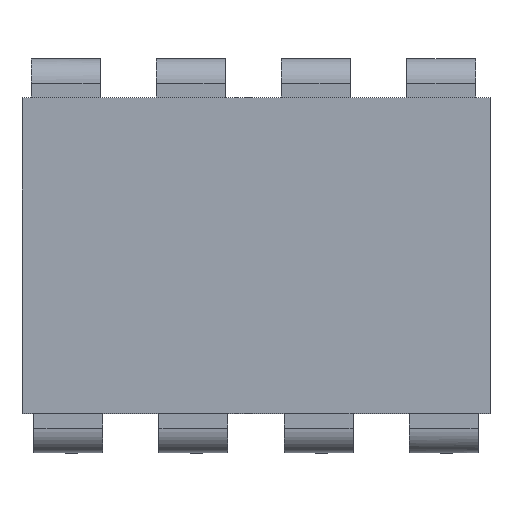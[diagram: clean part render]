
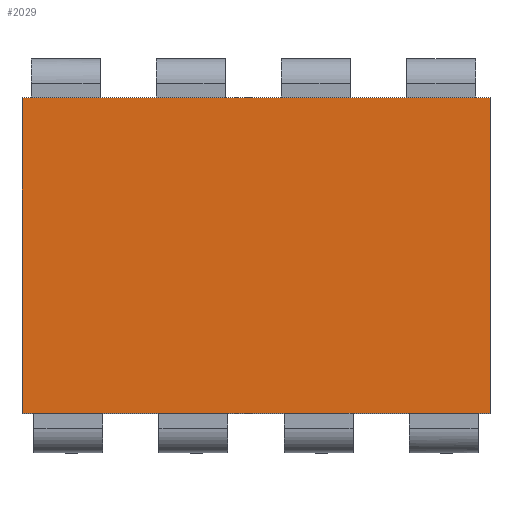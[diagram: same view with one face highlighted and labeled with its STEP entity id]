
A CAD part, top view. The second image highlights one B-rep face of the part: STEP entity #2029.
In plain terms, the highlighted planar face has unit normal (0, 0, 1).
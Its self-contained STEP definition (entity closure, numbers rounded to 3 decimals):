
#63=FACE_OUTER_BOUND('',#179,.T.);
#179=EDGE_LOOP('',(#1345,#1346,#1347,#1348));
#293=LINE('',#2855,#567);
#296=LINE('',#2861,#570);
#299=LINE('',#2867,#573);
#302=LINE('',#2871,#576);
#567=VECTOR('',#2305,10.);
#570=VECTOR('',#2310,10.);
#573=VECTOR('',#2315,10.);
#576=VECTOR('',#2320,10.);
#841=VERTEX_POINT('',#2852);
#842=VERTEX_POINT('',#2854);
#844=VERTEX_POINT('',#2860);
#846=VERTEX_POINT('',#2866);
#1037=EDGE_CURVE('',#842,#841,#293,.T.);
#1040=EDGE_CURVE('',#844,#842,#296,.T.);
#1043=EDGE_CURVE('',#846,#844,#299,.T.);
#1046=EDGE_CURVE('',#841,#846,#302,.T.);
#1345=ORIENTED_EDGE('',*,*,#1046,.T.);
#1346=ORIENTED_EDGE('',*,*,#1043,.T.);
#1347=ORIENTED_EDGE('',*,*,#1040,.T.);
#1348=ORIENTED_EDGE('',*,*,#1037,.T.);
#1921=PLANE('',#2167);
#2029=ADVANCED_FACE('',(#63),#1921,.T.);
#2167=AXIS2_PLACEMENT_3D('',#2872,#2321,#2322);
#2305=DIRECTION('',(0.,1.,0.));
#2310=DIRECTION('',(1.,0.,0.));
#2315=DIRECTION('',(0.,-1.,0.));
#2320=DIRECTION('',(-1.,0.,0.));
#2321=DIRECTION('center_axis',(0.,0.,1.));
#2322=DIRECTION('ref_axis',(1.,0.,0.));
#2852=CARTESIAN_POINT('',(4.75,3.2,4.5));
#2854=CARTESIAN_POINT('',(4.75,-3.2,4.5));
#2855=CARTESIAN_POINT('',(4.75,3.2,4.5));
#2860=CARTESIAN_POINT('',(-4.75,-3.2,4.5));
#2861=CARTESIAN_POINT('',(4.75,-3.2,4.5));
#2866=CARTESIAN_POINT('',(-4.75,3.2,4.5));
#2867=CARTESIAN_POINT('',(-4.75,-3.2,4.5));
#2871=CARTESIAN_POINT('',(-4.75,3.2,4.5));
#2872=CARTESIAN_POINT('Origin',(0.,0.,4.5));
